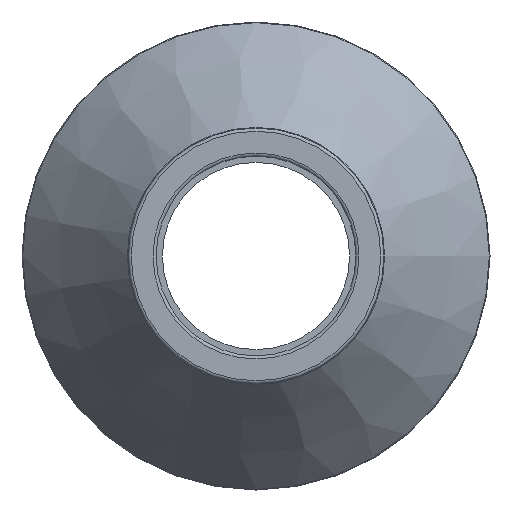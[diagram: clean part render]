
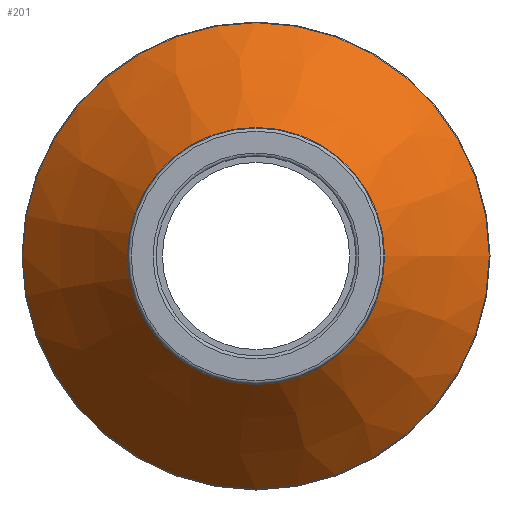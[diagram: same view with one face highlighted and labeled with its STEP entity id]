
A CAD part, left-side view. The second image highlights one B-rep face of the part: STEP entity #201.
In plain terms, the highlighted conical face has half-angle 38.914 degrees and reference radius 29 mm.
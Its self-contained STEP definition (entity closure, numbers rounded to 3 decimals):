
#15=CONICAL_SURFACE('',#228,29.,38.914);
#33=FACE_BOUND('',#76,.T.);
#51=FACE_OUTER_BOUND('',#75,.T.);
#75=EDGE_LOOP('',(#165));
#76=EDGE_LOOP('',(#166));
#105=CIRCLE('',#227,20.611);
#106=CIRCLE('',#229,37.389);
#123=VERTEX_POINT('',#344);
#124=VERTEX_POINT('',#347);
#141=EDGE_CURVE('',#123,#123,#105,.T.);
#142=EDGE_CURVE('',#124,#124,#106,.T.);
#165=ORIENTED_EDGE('',*,*,#142,.F.);
#166=ORIENTED_EDGE('',*,*,#141,.F.);
#201=ADVANCED_FACE('',(#51,#33),#15,.T.);
#227=AXIS2_PLACEMENT_3D('',#345,#277,#278);
#228=AXIS2_PLACEMENT_3D('',#346,#279,#280);
#229=AXIS2_PLACEMENT_3D('',#348,#281,#282);
#277=DIRECTION('center_axis',(-1.,0.,0.));
#278=DIRECTION('ref_axis',(0.,1.,0.));
#279=DIRECTION('center_axis',(1.,0.,0.));
#280=DIRECTION('ref_axis',(0.,-1.,0.));
#281=DIRECTION('center_axis',(1.,0.,0.));
#282=DIRECTION('ref_axis',(0.,1.,0.));
#344=CARTESIAN_POINT('',(-45.728,-20.611,0.));
#345=CARTESIAN_POINT('Origin',(-45.728,0.,0.));
#346=CARTESIAN_POINT('Origin',(-35.336,0.,0.));
#347=CARTESIAN_POINT('',(-24.945,-37.389,0.));
#348=CARTESIAN_POINT('Origin',(-24.945,0.,0.));
